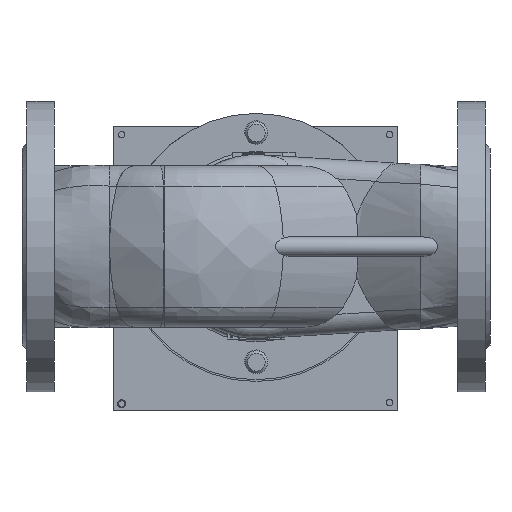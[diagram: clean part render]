
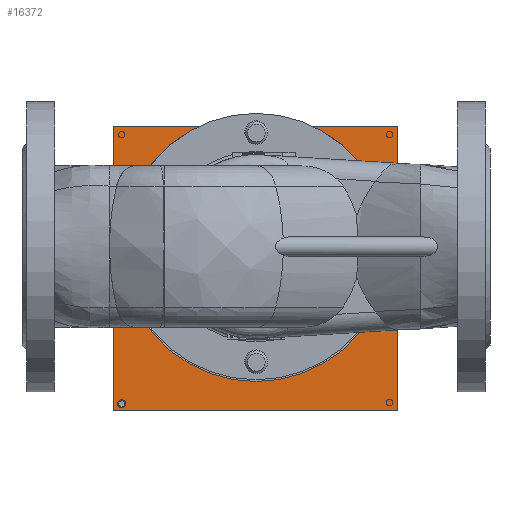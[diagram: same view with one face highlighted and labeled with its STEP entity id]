
A CAD part, front view. The second image highlights one B-rep face of the part: STEP entity #16372.
In plain terms, the highlighted planar face has unit normal (0, -1, 0).
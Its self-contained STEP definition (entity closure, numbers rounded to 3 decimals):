
#1904=FACE_OUTER_BOUND('',#2873,.T.);
#2873=EDGE_LOOP('',(#13023,#13024,#13025,#13026));
#4437=LINE('',#25039,#6008);
#4448=LINE('',#25061,#6019);
#4463=LINE('',#25090,#6034);
#4464=LINE('',#25092,#6035);
#6008=VECTOR('',#20552,1.);
#6019=VECTOR('',#20571,1.);
#6034=VECTOR('',#20600,1.);
#6035=VECTOR('',#20603,1.);
#7289=VERTEX_POINT('',#25036);
#7290=VERTEX_POINT('',#25038);
#7296=VERTEX_POINT('',#25058);
#7297=VERTEX_POINT('',#25060);
#9352=EDGE_CURVE('',#7289,#7290,#4437,.T.);
#9363=EDGE_CURVE('',#7296,#7297,#4448,.T.);
#9378=EDGE_CURVE('',#7289,#7297,#4463,.T.);
#9379=EDGE_CURVE('',#7290,#7296,#4464,.T.);
#13023=ORIENTED_EDGE('',*,*,#9352,.F.);
#13024=ORIENTED_EDGE('',*,*,#9378,.T.);
#13025=ORIENTED_EDGE('',*,*,#9363,.F.);
#13026=ORIENTED_EDGE('',*,*,#9379,.F.);
#15693=PLANE('',#17483);
#16372=ADVANCED_FACE('',(#1904),#15693,.T.);
#17483=AXIS2_PLACEMENT_3D('',#25091,#20601,#20602);
#20552=DIRECTION('',(-1.,0.,0.));
#20571=DIRECTION('',(1.,0.,0.));
#20600=DIRECTION('',(0.,0.,1.));
#20601=DIRECTION('center_axis',(0.,-1.,0.));
#20602=DIRECTION('ref_axis',(0.,0.,-1.));
#20603=DIRECTION('',(0.,0.,1.));
#25036=CARTESIAN_POINT('',(90.236,300.589,-101.533));
#25038=CARTESIAN_POINT('',(-85.764,300.589,-101.533));
#25039=CARTESIAN_POINT('',(90.236,300.589,-101.533));
#25058=CARTESIAN_POINT('',(-85.764,300.589,74.467));
#25060=CARTESIAN_POINT('',(90.236,300.589,74.467));
#25061=CARTESIAN_POINT('',(-85.764,300.589,74.467));
#25090=CARTESIAN_POINT('',(90.236,300.589,-101.533));
#25091=CARTESIAN_POINT('Origin',(2.236,300.589,-101.533));
#25092=CARTESIAN_POINT('',(-85.764,300.589,-101.533));
